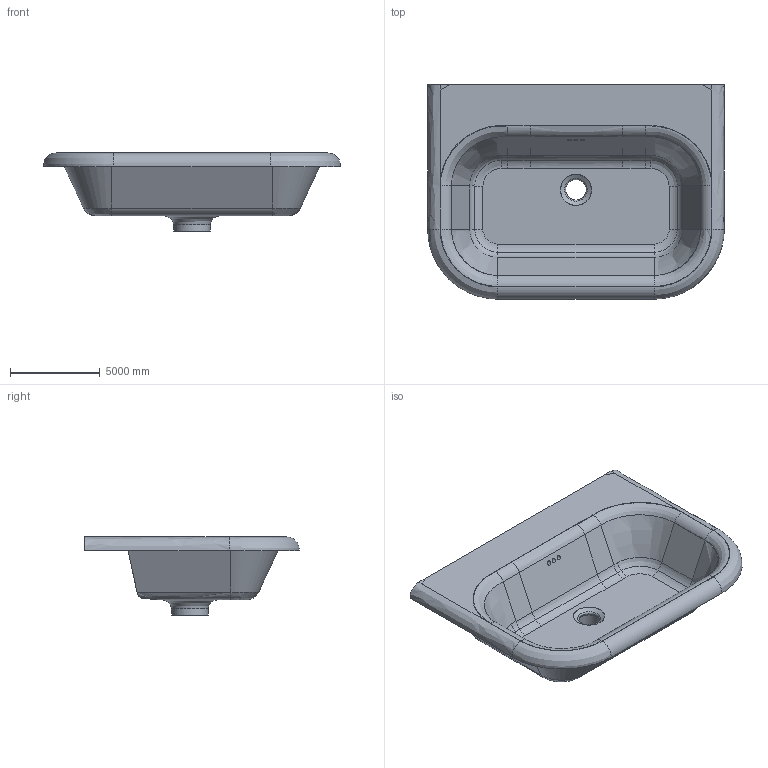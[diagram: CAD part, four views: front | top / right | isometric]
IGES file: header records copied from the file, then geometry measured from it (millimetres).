
Global section: file name: AJF-BST650470-B; native system: AutoCAD 2016 - English; preprocessor: Autodesk Translation Framework DWG producer (atf_dwg_producer); organization: unknown; date: 20170221.153742; units: inch
Bounding box: 16513.96 x 11932.41 x 4343.4 mm (x, y, z)
Volume: 112673090877.4 mm3; surface area: 582963682.3 mm2
Topology: 2 solids, 2 shells, 127 faces, 338 edges, 219 vertices
Faces by surface type: bspline 127
